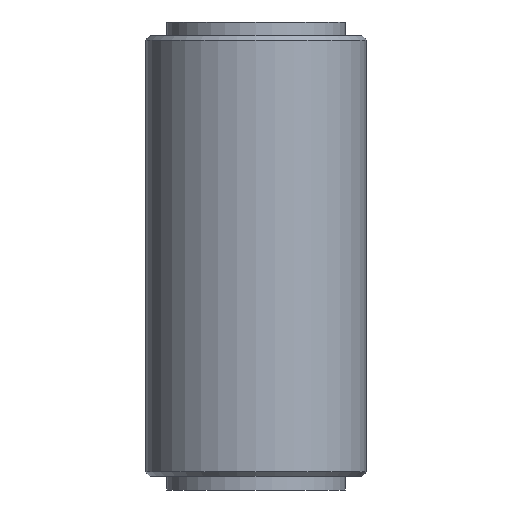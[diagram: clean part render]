
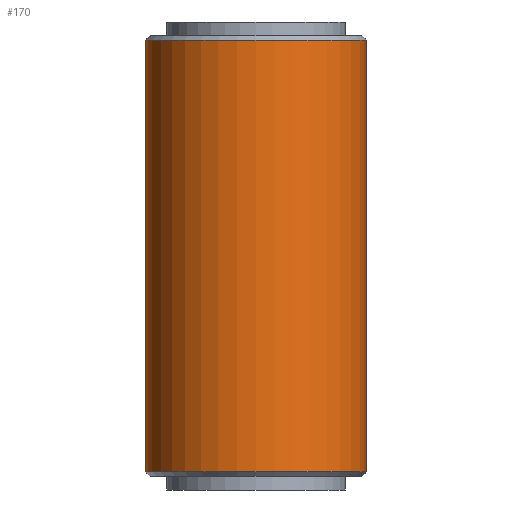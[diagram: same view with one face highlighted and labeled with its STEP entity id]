
A CAD part, front view. The second image highlights one B-rep face of the part: STEP entity #170.
In plain terms, the highlighted cylindrical face has radius 12.7 mm (diameter 25.4 mm), a full revolution.
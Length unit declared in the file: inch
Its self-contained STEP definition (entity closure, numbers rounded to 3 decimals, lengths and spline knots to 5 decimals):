
#14 = DIRECTION ( 'NONE',  ( 1., 0., 0. ) ) ;
#18 = DIRECTION ( 'NONE',  ( 0., 0., -1. ) ) ;
#19 = CYLINDRICAL_SURFACE ( 'NONE', #132, 0.5 ) ;
#38 = EDGE_CURVE ( 'NONE', #146, #146, #104, .T. ) ;
#46 = CARTESIAN_POINT ( 'NONE',  ( 0., 0., 0.02 ) ) ;
#59 = EDGE_LOOP ( 'NONE', ( #142 ) ) ;
#84 = DIRECTION ( 'NONE',  ( 1., 0., 0. ) ) ;
#104 = CIRCLE ( 'NONE', #148, 0.5 ) ;
#114 = CARTESIAN_POINT ( 'NONE',  ( 0.5, 0., 0.02 ) ) ;
#115 = CARTESIAN_POINT ( 'NONE',  ( 0.5, 0., 1.98 ) ) ;
#132 = AXIS2_PLACEMENT_3D ( 'NONE', #342, #231, #136 ) ;
#136 = DIRECTION ( 'NONE',  ( 1., 0., 0. ) ) ;
#142 = ORIENTED_EDGE ( 'NONE', *, *, #38, .T. ) ;
#146 = VERTEX_POINT ( 'NONE', #115 ) ;
#148 = AXIS2_PLACEMENT_3D ( 'NONE', #332, #18, #14 ) ;
#156 = AXIS2_PLACEMENT_3D ( 'NONE', #46, #372, #84 ) ;
#170 = ADVANCED_FACE ( 'NONE', ( #290, #255 ), #19, .T. ) ;
#203 = VERTEX_POINT ( 'NONE', #114 ) ;
#210 = EDGE_LOOP ( 'NONE', ( #283 ) ) ;
#231 = DIRECTION ( 'NONE',  ( 0., 0., 1. ) ) ;
#255 = FACE_OUTER_BOUND ( 'NONE', #59, .T. ) ;
#283 = ORIENTED_EDGE ( 'NONE', *, *, #321, .T. ) ;
#288 = CIRCLE ( 'NONE', #156, 0.5 ) ;
#290 = FACE_OUTER_BOUND ( 'NONE', #210, .T. ) ;
#321 = EDGE_CURVE ( 'NONE', #203, #203, #288, .T. ) ;
#332 = CARTESIAN_POINT ( 'NONE',  ( 0., 0., 1.98 ) ) ;
#342 = CARTESIAN_POINT ( 'NONE',  ( 0., 0., 0. ) ) ;
#372 = DIRECTION ( 'NONE',  ( 0., 0., 1. ) ) ;
